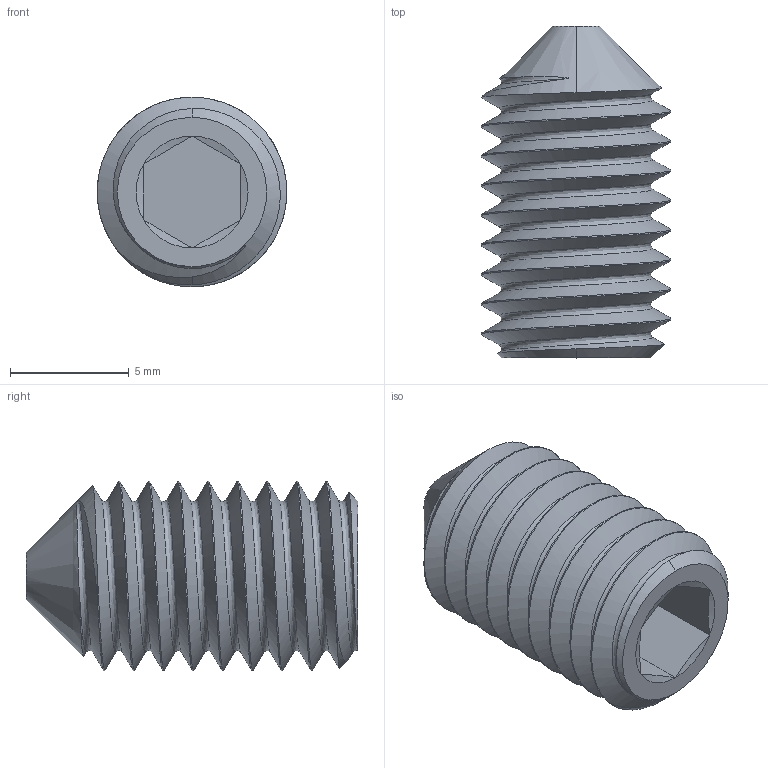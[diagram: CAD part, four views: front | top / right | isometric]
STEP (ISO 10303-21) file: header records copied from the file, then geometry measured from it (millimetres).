
FILE_DESCRIPTION (( 'STEP AP214' ), '1' );
FILE_NAME ('M8.STEP', '2019-03-27T17:40:25', ( '' ), ( '' ), 'SwSTEP 2.0', 'SolidWorks 2018', '' );
FILE_SCHEMA (( 'AUTOMOTIVE_DESIGN' ));
Length unit declared in the file: millimetre
Products named in the file (1): M8
Bounding box: 8 x 14 x 8 mm (x, y, z)
Volume: 433.5 mm3; surface area: 585.4 mm2
Topology: 1 solids, 1 shells, 41 faces, 102 edges, 64 vertices
Faces by surface type: cylinder 17, cone 12, plane 9, bspline 3
Entity records: 3810 total; most frequent: CARTESIAN_POINT 2951, ORIENTED_EDGE 204, DIRECTION 137, EDGE_CURVE 102, VERTEX_POINT 64, AXIS2_PLACEMENT_3D 52, EDGE_LOOP 42, FACE_OUTER_BOUND 41
